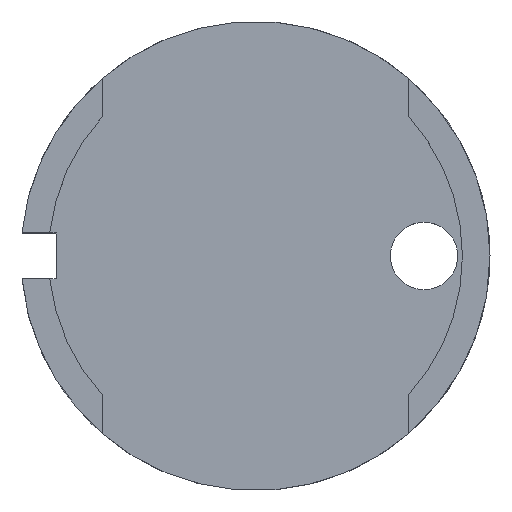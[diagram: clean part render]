
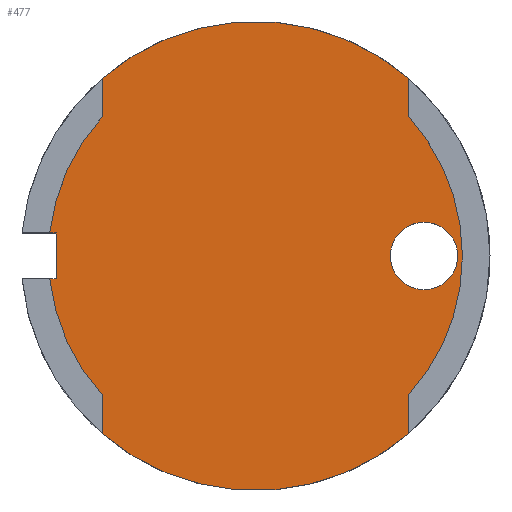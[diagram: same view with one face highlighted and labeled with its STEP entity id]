
A CAD part, top view. The second image highlights one B-rep face of the part: STEP entity #477.
In plain terms, the highlighted planar face has unit normal (0, 0, 1).
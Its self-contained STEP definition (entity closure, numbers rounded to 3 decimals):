
#42=CARTESIAN_POINT('',(-5.,-15.79,1.));
#43=VERTEX_POINT('',#42);
#50=CARTESIAN_POINT('',(-5.,-14.535,1.));
#51=VERTEX_POINT('',#50);
#52=CARTESIAN_POINT('',(-5.,-15.79,1.));
#53=DIRECTION('',(-0.,1.,0.));
#54=VECTOR('',#53,1.255);
#55=LINE('',#52,#54);
#56=EDGE_CURVE('',#43,#51,#55,.T.);
#82=CARTESIAN_POINT('',(-5.,-5.465,1.));
#83=VERTEX_POINT('',#82);
#90=CARTESIAN_POINT('',(-5.,-4.21,1.));
#91=VERTEX_POINT('',#90);
#92=CARTESIAN_POINT('',(-5.,-5.465,1.));
#93=DIRECTION('',(-0.,1.,0.));
#94=VECTOR('',#93,1.255);
#95=LINE('',#92,#94);
#96=EDGE_CURVE('',#83,#91,#95,.T.);
#154=CARTESIAN_POINT('',(5.,-4.21,1.));
#155=VERTEX_POINT('',#154);
#156=CARTESIAN_POINT('',(0.,-10.,1.));
#157=DIRECTION('',(0.,0.,1.));
#158=DIRECTION('',(1.,0.,-0.));
#159=AXIS2_PLACEMENT_3D('',#156,#157,#158);
#160=CIRCLE('',#159,7.65);
#161=EDGE_CURVE('',#155,#91,#160,.T.);
#180=CARTESIAN_POINT('',(5.,-15.79,1.));
#181=VERTEX_POINT('',#180);
#188=CARTESIAN_POINT('',(0.,-10.,1.));
#189=DIRECTION('',(0.,0.,1.));
#190=DIRECTION('',(1.,0.,-0.));
#191=AXIS2_PLACEMENT_3D('',#188,#189,#190);
#192=CIRCLE('',#191,7.65);
#193=EDGE_CURVE('',#43,#181,#192,.T.);
#212=CARTESIAN_POINT('',(-6.708,-10.75,1.));
#213=VERTEX_POINT('',#212);
#220=CARTESIAN_POINT('',(-6.5,-10.75,1.));
#221=VERTEX_POINT('',#220);
#222=CARTESIAN_POINT('',(-6.708,-10.75,1.));
#223=DIRECTION('',(1.,0.,-0.));
#224=VECTOR('',#223,0.208);
#225=LINE('',#222,#224);
#226=EDGE_CURVE('',#213,#221,#225,.T.);
#268=CARTESIAN_POINT('',(-6.5,-9.25,1.));
#269=VERTEX_POINT('',#268);
#276=CARTESIAN_POINT('',(-6.708,-9.25,1.));
#277=VERTEX_POINT('',#276);
#278=CARTESIAN_POINT('',(-6.5,-9.25,1.));
#279=DIRECTION('',(-1.,0.,0.));
#280=VECTOR('',#279,0.208);
#281=LINE('',#278,#280);
#282=EDGE_CURVE('',#269,#277,#281,.T.);
#300=CARTESIAN_POINT('',(6.75,-10.,1.));
#301=VERTEX_POINT('',#300);
#317=CARTESIAN_POINT('',(5.,-5.465,1.));
#318=VERTEX_POINT('',#317);
#325=CARTESIAN_POINT('',(0.,-10.,1.));
#326=DIRECTION('',(0.,0.,1.));
#327=DIRECTION('',(1.,0.,-0.));
#328=AXIS2_PLACEMENT_3D('',#325,#326,#327);
#329=CIRCLE('',#328,6.75);
#330=EDGE_CURVE('',#301,#318,#329,.T.);
#349=CARTESIAN_POINT('',(0.,-10.,1.));
#350=DIRECTION('',(0.,0.,1.));
#351=DIRECTION('',(1.,0.,-0.));
#352=AXIS2_PLACEMENT_3D('',#349,#350,#351);
#353=CIRCLE('',#352,6.75);
#354=EDGE_CURVE('',#213,#51,#353,.T.);
#404=CARTESIAN_POINT('',(0.,-10.,1.));
#405=DIRECTION('',(0.,0.,1.));
#406=DIRECTION('',(1.,0.,-0.));
#407=AXIS2_PLACEMENT_3D('',#404,#405,#406);
#408=CIRCLE('',#407,6.75);
#409=EDGE_CURVE('',#83,#277,#408,.T.);
#414=CARTESIAN_POINT('',(0.,0.,1.));
#415=DIRECTION('',(0.,0.,1.));
#416=DIRECTION('',(0.,-1.,0.));
#417=AXIS2_PLACEMENT_3D('',#414,#415,#416);
#418=PLANE('',#417);
#419=CARTESIAN_POINT('',(5.,-14.535,1.));
#420=VERTEX_POINT('',#419);
#421=CARTESIAN_POINT('',(0.,-10.,1.));
#422=DIRECTION('',(0.,0.,1.));
#423=DIRECTION('',(1.,0.,-0.));
#424=AXIS2_PLACEMENT_3D('',#421,#422,#423);
#425=CIRCLE('',#424,6.75);
#426=EDGE_CURVE('',#420,#301,#425,.T.);
#427=ORIENTED_EDGE('',*,*,#426,.T.);
#428=ORIENTED_EDGE('',*,*,#330,.T.);
#429=CARTESIAN_POINT('',(5.,-4.21,1.));
#430=DIRECTION('',(0.,-1.,0.));
#431=VECTOR('',#430,1.255);
#432=LINE('',#429,#431);
#433=EDGE_CURVE('',#155,#318,#432,.T.);
#434=ORIENTED_EDGE('',*,*,#433,.F.);
#435=ORIENTED_EDGE('',*,*,#161,.T.);
#436=ORIENTED_EDGE('',*,*,#96,.F.);
#437=ORIENTED_EDGE('',*,*,#409,.T.);
#438=ORIENTED_EDGE('',*,*,#282,.F.);
#439=CARTESIAN_POINT('',(-6.5,-10.75,1.));
#440=DIRECTION('',(0.,1.,0.));
#441=VECTOR('',#440,1.5);
#442=LINE('',#439,#441);
#443=EDGE_CURVE('',#221,#269,#442,.T.);
#444=ORIENTED_EDGE('',*,*,#443,.F.);
#445=ORIENTED_EDGE('',*,*,#226,.F.);
#446=ORIENTED_EDGE('',*,*,#354,.T.);
#447=ORIENTED_EDGE('',*,*,#56,.F.);
#448=ORIENTED_EDGE('',*,*,#193,.T.);
#449=CARTESIAN_POINT('',(5.,-14.535,1.));
#450=DIRECTION('',(0.,-1.,0.));
#451=VECTOR('',#450,1.255);
#452=LINE('',#449,#451);
#453=EDGE_CURVE('',#420,#181,#452,.T.);
#454=ORIENTED_EDGE('',*,*,#453,.F.);
#455=EDGE_LOOP('',(#427,#428,#434,#435,#436,#437,#438,#444,#445,#446,#447,#448,#454));
#456=FACE_BOUND('',#455,.T.);
#457=CARTESIAN_POINT('',(6.6,-10.,1.));
#458=VERTEX_POINT('',#457);
#459=CARTESIAN_POINT('',(4.4,-10.,1.));
#460=VERTEX_POINT('',#459);
#461=CARTESIAN_POINT('',(5.5,-10.,1.));
#462=DIRECTION('',(-0.,-0.,-1.));
#463=DIRECTION('',(1.,0.,-0.));
#464=AXIS2_PLACEMENT_3D('',#461,#462,#463);
#465=CIRCLE('',#464,1.1);
#466=EDGE_CURVE('',#458,#460,#465,.T.);
#467=ORIENTED_EDGE('',*,*,#466,.T.);
#468=CARTESIAN_POINT('',(5.5,-10.,1.));
#469=DIRECTION('',(-0.,-0.,-1.));
#470=DIRECTION('',(1.,0.,-0.));
#471=AXIS2_PLACEMENT_3D('',#468,#469,#470);
#472=CIRCLE('',#471,1.1);
#473=EDGE_CURVE('',#460,#458,#472,.T.);
#474=ORIENTED_EDGE('',*,*,#473,.T.);
#475=EDGE_LOOP('',(#467,#474));
#476=FACE_BOUND('',#475,.T.);
#477=ADVANCED_FACE('',(#456,#476),#418,.T.);
